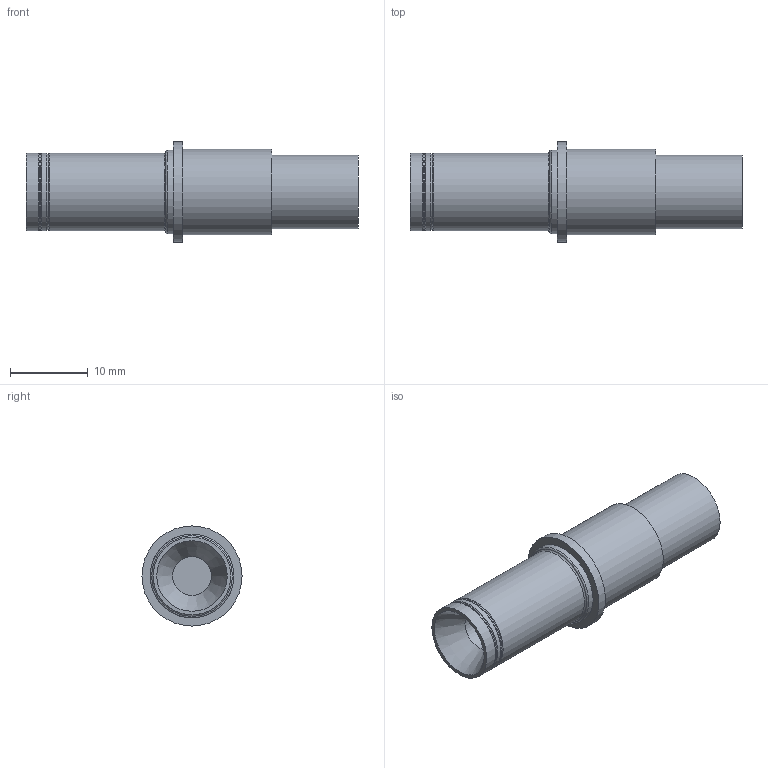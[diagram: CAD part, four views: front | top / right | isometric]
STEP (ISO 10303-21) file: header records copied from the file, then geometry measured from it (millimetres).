
FILE_DESCRIPTION(/* description */ (''),/* implementation_level */ '2;1');
FILE_NAME(/* name */ 'n 02 060 6114 001nxc001-03.stp',/* time_stamp */ '2019-02-25T15:44:08+01:00',/* author */ (''),/* organization */ (''),/* preprocessor_version */ 'ST-DEVELOPER v16.7',/* originating_system */ 'SIEMENS PLM Software NX 12.0',/* authorisation */ '');
FILE_SCHEMA (('AP203_CONFIGURATION_CONTROLLED_3D_DESIGN_OF_MECHANICAL_PARTS_AND_ASSEMBLIES_MIM_LF { 1 0 10303 403 2 1 2}'));
Length unit declared in the file: millimetre
Products named in the file (1): pwoeB124075Ahapp
Bounding box: 42.8 x 12.9 x 12.9 mm (x, y, z)
Volume: 2504.2 mm3; surface area: 2316.9 mm2
Topology: 1 solids, 1 shells, 25 faces, 46 edges, 28 vertices
Faces by surface type: cylinder 11, plane 7, cone 5, bspline 2
Full cylindrical faces by diameter (mm): 5 x1, 6 x1, 9.52 x1, 9.8 x2, 10 x3, 10.8 x1, 11 x1, 12.9 x1
Entity records: 833 total; most frequent: CARTESIAN_POINT 142, DIRECTION 96, EDGE_LOOP 48, ORIENTED_EDGE 48, AXIS2_PLACEMENT_3D 48, FACE_BOUND 46, PRESENTATION_STYLE_ASSIGNMENT 26, SURFACE_STYLE_USAGE 26
